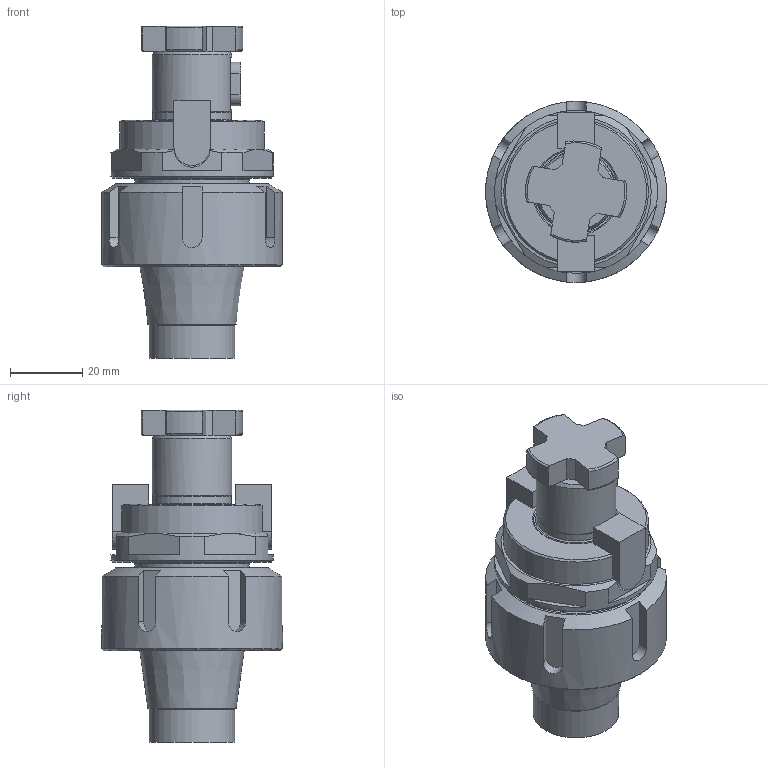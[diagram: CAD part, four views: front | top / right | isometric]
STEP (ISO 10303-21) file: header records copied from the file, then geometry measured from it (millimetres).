
FILE_DESCRIPTION (( 'STEP AP214' ), '1' );
FILE_NAME ('UCER32E-PF22E.STEP', '2023-03-11T06:47:50', ( '' ), ( '' ), 'SwSTEP 2.0', 'SolidWorks 2016', '' );
FILE_SCHEMA (( 'AUTOMOTIVE_DESIGN' ));
Length unit declared in the file: millimetre
Products named in the file (1): UCER32E-PF22E
Bounding box: 49.95 x 50 x 91.7 mm (x, y, z)
Volume: 90978 mm3; surface area: 17057.6 mm2
Topology: 1 solids, 1 shells, 432 faces, 1160 edges, 761 vertices
Faces by surface type: plane 284, bspline 65, cylinder 56, torus 15, cone 12
Full cylindrical faces by diameter (mm): 1.7 x1, 2.1 x1, 6.366 x1, 21.6 x1, 22 x1, 23.653 x1, 31.6 x1, 45 x1, 50 x1
Entity records: 20116 total; most frequent: CARTESIAN_POINT 6714, ORIENTED_EDGE 2262, DIRECTION 1839, EDGE_CURVE 1131, VECTOR 779, LINE 779, VERTEX_POINT 752, AXIS2_PLACEMENT_3D 530
